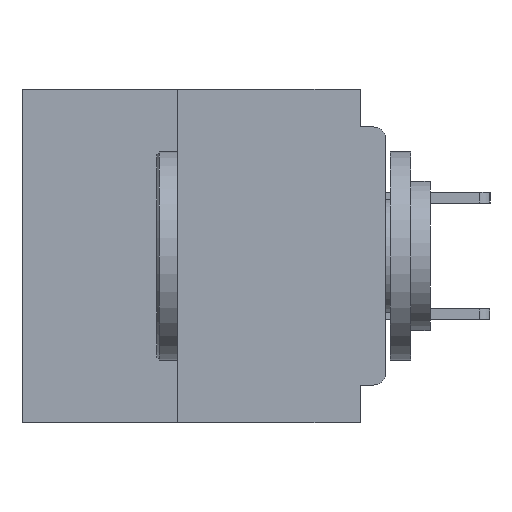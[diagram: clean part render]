
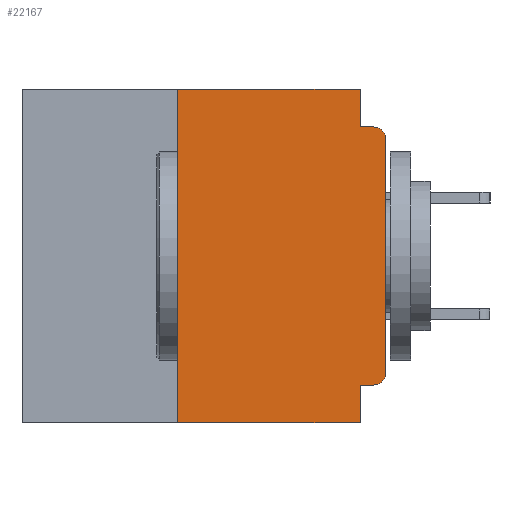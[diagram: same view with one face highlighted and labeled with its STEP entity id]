
A CAD part, left-side view. The second image highlights one B-rep face of the part: STEP entity #22167.
In plain terms, the highlighted planar face has unit normal (-1, 0, 0).
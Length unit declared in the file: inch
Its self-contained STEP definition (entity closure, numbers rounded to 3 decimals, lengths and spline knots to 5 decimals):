
#179 = ORIENTED_EDGE ( 'NONE', *, *, #15503, .F. ) ;
#487 = CARTESIAN_POINT ( 'NONE',  ( 0., 0.031, -0.355 ) ) ;
#2009 = ORIENTED_EDGE ( 'NONE', *, *, #42265, .F. ) ;
#3962 = CIRCLE ( 'NONE', #39429, 0.015 ) ;
#3970 = CARTESIAN_POINT ( 'NONE',  ( 0., 0.437, 0. ) ) ;
#4874 = EDGE_CURVE ( 'NONE', #24052, #7948, #34995, .T. ) ;
#5180 = LINE ( 'NONE', #49443, #24430 ) ;
#5490 = VERTEX_POINT ( 'NONE', #37185 ) ;
#5625 = ORIENTED_EDGE ( 'NONE', *, *, #22911, .F. ) ;
#6834 = CARTESIAN_POINT ( 'NONE',  ( 0., 0.031, 0. ) ) ;
#7432 = ORIENTED_EDGE ( 'NONE', *, *, #40326, .T. ) ;
#7772 = LINE ( 'NONE', #13072, #37261 ) ;
#7838 = DIRECTION ( 'NONE',  ( 0., 0., -1. ) ) ;
#7948 = VERTEX_POINT ( 'NONE', #37289 ) ;
#8085 = VERTEX_POINT ( 'NONE', #18930 ) ;
#9470 = VECTOR ( 'NONE', #43961, 39.37008 ) ;
#9685 = CARTESIAN_POINT ( 'NONE',  ( 0., 0.015, -0.355 ) ) ;
#10024 = EDGE_CURVE ( 'NONE', #14707, #25567, #3962, .T. ) ;
#11056 = DIRECTION ( 'NONE',  ( 0., 1., 0. ) ) ;
#13072 = CARTESIAN_POINT ( 'NONE',  ( 0., 0.031, 0. ) ) ;
#14451 = VERTEX_POINT ( 'NONE', #27169 ) ;
#14707 = VERTEX_POINT ( 'NONE', #9685 ) ;
#14911 = VECTOR ( 'NONE', #39221, 39.37008 ) ;
#15501 = DIRECTION ( 'NONE',  ( 0., -1., 0. ) ) ;
#15503 = EDGE_CURVE ( 'NONE', #33104, #8085, #31167, .T. ) ;
#17033 = ORIENTED_EDGE ( 'NONE', *, *, #47370, .T. ) ;
#17286 = VERTEX_POINT ( 'NONE', #35302 ) ;
#17467 = EDGE_LOOP ( 'NONE', ( #7432, #27859, #21231, #2009, #5625, #46482, #17033, #179, #20672, #24296 ) ) ;
#17885 = CARTESIAN_POINT ( 'NONE',  ( 0., 0.015, -0.06 ) ) ;
#18717 = EDGE_CURVE ( 'NONE', #14451, #7948, #40557, .T. ) ;
#18930 = CARTESIAN_POINT ( 'NONE',  ( 0., 0.031, -0.4 ) ) ;
#19662 = LINE ( 'NONE', #20935, #9470 ) ;
#19668 = DIRECTION ( 'NONE',  ( 0., 0., 1. ) ) ;
#19790 = DIRECTION ( 'NONE',  ( -1., 0., 0. ) ) ;
#20026 = CARTESIAN_POINT ( 'NONE',  ( 0., 0.437, 0. ) ) ;
#20672 = ORIENTED_EDGE ( 'NONE', *, *, #44472, .F. ) ;
#20935 = CARTESIAN_POINT ( 'NONE',  ( 0., 0.25, -0.4 ) ) ;
#21231 = ORIENTED_EDGE ( 'NONE', *, *, #18717, .F. ) ;
#21742 = DIRECTION ( 'NONE',  ( 0., 0., -1. ) ) ;
#22167 = ADVANCED_FACE ( 'NONE', ( #31887 ), #23097, .F. ) ;
#22911 = EDGE_CURVE ( 'NONE', #17286, #30378, #45580, .T. ) ;
#23097 = PLANE ( 'NONE',  #38856 ) ;
#23985 = DIRECTION ( 'NONE',  ( 0., -1., 0. ) ) ;
#24052 = VERTEX_POINT ( 'NONE', #30706 ) ;
#24296 = ORIENTED_EDGE ( 'NONE', *, *, #10024, .T. ) ;
#24430 = VECTOR ( 'NONE', #11056, 39.37008 ) ;
#25567 = VERTEX_POINT ( 'NONE', #31669 ) ;
#26063 = CARTESIAN_POINT ( 'NONE',  ( 0., 0.031, -0.4 ) ) ;
#27169 = CARTESIAN_POINT ( 'NONE',  ( 0., 0.031, -0.045 ) ) ;
#27831 = LINE ( 'NONE', #46520, #38064 ) ;
#27859 = ORIENTED_EDGE ( 'NONE', *, *, #4874, .T. ) ;
#29955 = VECTOR ( 'NONE', #41370, 39.37008 ) ;
#30378 = VERTEX_POINT ( 'NONE', #6834 ) ;
#30706 = CARTESIAN_POINT ( 'NONE',  ( 0., 0., -0.06 ) ) ;
#30861 = DIRECTION ( 'NONE',  ( 1., 0., 0. ) ) ;
#31167 = LINE ( 'NONE', #26063, #29955 ) ;
#31669 = CARTESIAN_POINT ( 'NONE',  ( 0., 0., -0.34 ) ) ;
#31887 = FACE_OUTER_BOUND ( 'NONE', #17467, .T. ) ;
#32047 = VECTOR ( 'NONE', #23985, 39.37008 ) ;
#33104 = VERTEX_POINT ( 'NONE', #487 ) ;
#34711 = CARTESIAN_POINT ( 'NONE',  ( 0., 0., -0.045 ) ) ;
#34995 = CIRCLE ( 'NONE', #38626, 0.015 ) ;
#35302 = CARTESIAN_POINT ( 'NONE',  ( 0., 0.25, 0. ) ) ;
#37185 = CARTESIAN_POINT ( 'NONE',  ( 0., 0.25, -0.4 ) ) ;
#37261 = VECTOR ( 'NONE', #40019, 39.37008 ) ;
#37289 = CARTESIAN_POINT ( 'NONE',  ( 0., 0.015, -0.045 ) ) ;
#38064 = VECTOR ( 'NONE', #19668, 39.37008 ) ;
#38626 = AXIS2_PLACEMENT_3D ( 'NONE', #17885, #44763, #21742 ) ;
#38856 = AXIS2_PLACEMENT_3D ( 'NONE', #3970, #30861, #7838 ) ;
#39221 = DIRECTION ( 'NONE',  ( 0., -1., 0. ) ) ;
#39429 = AXIS2_PLACEMENT_3D ( 'NONE', #42816, #19790, #46638 ) ;
#40019 = DIRECTION ( 'NONE',  ( 0., 0., -1. ) ) ;
#40326 = EDGE_CURVE ( 'NONE', #25567, #24052, #27831, .T. ) ;
#40557 = LINE ( 'NONE', #34711, #47083 ) ;
#41370 = DIRECTION ( 'NONE',  ( 0., 0., -1. ) ) ;
#42245 = LINE ( 'NONE', #46982, #32047 ) ;
#42265 = EDGE_CURVE ( 'NONE', #30378, #14451, #7772, .T. ) ;
#42816 = CARTESIAN_POINT ( 'NONE',  ( 0., 0.015, -0.34 ) ) ;
#43961 = DIRECTION ( 'NONE',  ( 0., 0., 1. ) ) ;
#44472 = EDGE_CURVE ( 'NONE', #14707, #33104, #5180, .T. ) ;
#44763 = DIRECTION ( 'NONE',  ( -1., 0., 0. ) ) ;
#44826 = EDGE_CURVE ( 'NONE', #5490, #17286, #19662, .T. ) ;
#45580 = LINE ( 'NONE', #20026, #14911 ) ;
#46482 = ORIENTED_EDGE ( 'NONE', *, *, #44826, .F. ) ;
#46520 = CARTESIAN_POINT ( 'NONE',  ( 0., 0., 0. ) ) ;
#46638 = DIRECTION ( 'NONE',  ( 0., 0., -1. ) ) ;
#46982 = CARTESIAN_POINT ( 'NONE',  ( 0., 0.437, -0.4 ) ) ;
#47083 = VECTOR ( 'NONE', #15501, 39.37008 ) ;
#47370 = EDGE_CURVE ( 'NONE', #5490, #8085, #42245, .T. ) ;
#49443 = CARTESIAN_POINT ( 'NONE',  ( 0., 0., -0.355 ) ) ;
